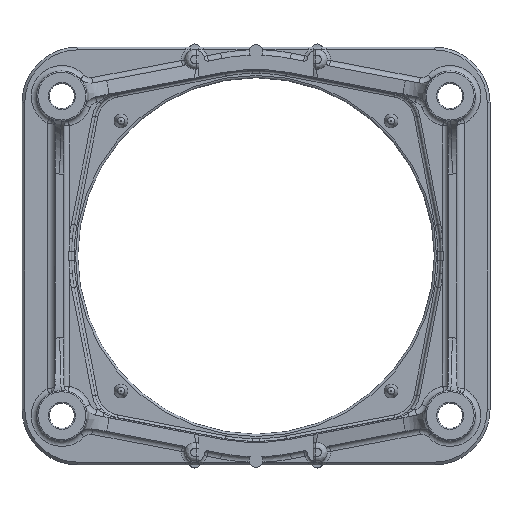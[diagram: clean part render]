
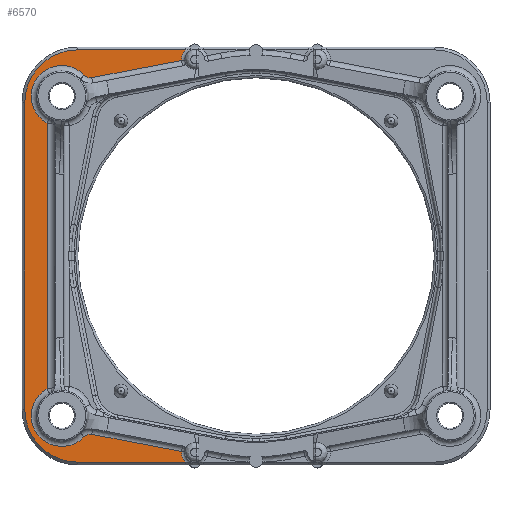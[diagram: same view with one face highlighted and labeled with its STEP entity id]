
A CAD part, top view. The second image highlights one B-rep face of the part: STEP entity #6570.
In plain terms, the highlighted planar face has unit normal (0, 0, 1).
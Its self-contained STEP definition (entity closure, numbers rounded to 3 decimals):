
#86=PLANE('',#7148);
#409=LINE('',#11672,#744);
#412=LINE('',#11680,#747);
#416=LINE('',#11690,#751);
#434=LINE('',#12033,#769);
#435=LINE('',#12039,#770);
#436=LINE('',#12045,#771);
#744=VECTOR('',#8311,10.);
#747=VECTOR('',#8320,10.);
#751=VECTOR('',#8332,10.);
#769=VECTOR('',#8372,10.);
#770=VECTOR('',#8377,10.);
#771=VECTOR('',#8382,10.);
#1211=FACE_OUTER_BOUND('',#1650,.T.);
#1650=EDGE_LOOP('',(#4978,#4979,#4980,#4981,#4982,#4983,#4984,#4985,#4986,
#4987,#4988,#4989,#4990,#4991));
#2351=CIRCLE('',#7133,19.);
#2353=CIRCLE('',#7137,19.);
#2356=CIRCLE('',#7149,4.7);
#2357=CIRCLE('',#7150,3.);
#2358=CIRCLE('',#7151,11.);
#2359=CIRCLE('',#7152,11.);
#2360=CIRCLE('',#7153,3.);
#2361=CIRCLE('',#7154,4.7);
#2906=VERTEX_POINT('',#11669);
#2907=VERTEX_POINT('',#11671);
#2908=VERTEX_POINT('',#11675);
#2909=VERTEX_POINT('',#11679);
#2910=VERTEX_POINT('',#11683);
#2911=VERTEX_POINT('',#11688);
#2924=VERTEX_POINT('',#12030);
#2925=VERTEX_POINT('',#12032);
#2926=VERTEX_POINT('',#12034);
#2927=VERTEX_POINT('',#12036);
#2928=VERTEX_POINT('',#12038);
#2929=VERTEX_POINT('',#12040);
#2930=VERTEX_POINT('',#12042);
#2931=VERTEX_POINT('',#12044);
#3646=EDGE_CURVE('',#2906,#2907,#409,.T.);
#3649=EDGE_CURVE('',#2907,#2908,#2351,.T.);
#3650=EDGE_CURVE('',#2908,#2909,#412,.T.);
#3654=EDGE_CURVE('',#2909,#2910,#2353,.T.);
#3656=EDGE_CURVE('',#2910,#2911,#416,.T.);
#3686=EDGE_CURVE('',#2924,#2906,#2356,.T.);
#3687=EDGE_CURVE('',#2925,#2924,#434,.T.);
#3688=EDGE_CURVE('',#2926,#2925,#2357,.T.);
#3689=EDGE_CURVE('',#2927,#2926,#2358,.T.);
#3690=EDGE_CURVE('',#2928,#2927,#435,.T.);
#3691=EDGE_CURVE('',#2929,#2928,#2359,.T.);
#3692=EDGE_CURVE('',#2930,#2929,#2360,.T.);
#3693=EDGE_CURVE('',#2931,#2930,#436,.T.);
#3694=EDGE_CURVE('',#2911,#2931,#2361,.T.);
#4978=ORIENTED_EDGE('',*,*,#3656,.F.);
#4979=ORIENTED_EDGE('',*,*,#3654,.F.);
#4980=ORIENTED_EDGE('',*,*,#3650,.F.);
#4981=ORIENTED_EDGE('',*,*,#3649,.F.);
#4982=ORIENTED_EDGE('',*,*,#3646,.F.);
#4983=ORIENTED_EDGE('',*,*,#3686,.F.);
#4984=ORIENTED_EDGE('',*,*,#3687,.F.);
#4985=ORIENTED_EDGE('',*,*,#3688,.F.);
#4986=ORIENTED_EDGE('',*,*,#3689,.F.);
#4987=ORIENTED_EDGE('',*,*,#3690,.F.);
#4988=ORIENTED_EDGE('',*,*,#3691,.F.);
#4989=ORIENTED_EDGE('',*,*,#3692,.F.);
#4990=ORIENTED_EDGE('',*,*,#3693,.F.);
#4991=ORIENTED_EDGE('',*,*,#3694,.F.);
#6570=ADVANCED_FACE('',(#1211),#86,.T.);
#7133=AXIS2_PLACEMENT_3D('',#11677,#8316,#8317);
#7137=AXIS2_PLACEMENT_3D('',#11686,#8327,#8328);
#7148=AXIS2_PLACEMENT_3D('',#12029,#8368,#8369);
#7149=AXIS2_PLACEMENT_3D('',#12031,#8370,#8371);
#7150=AXIS2_PLACEMENT_3D('',#12035,#8373,#8374);
#7151=AXIS2_PLACEMENT_3D('',#12037,#8375,#8376);
#7152=AXIS2_PLACEMENT_3D('',#12041,#8378,#8379);
#7153=AXIS2_PLACEMENT_3D('',#12043,#8380,#8381);
#7154=AXIS2_PLACEMENT_3D('',#12046,#8383,#8384);
#8311=DIRECTION('',(-1.,0.,0.));
#8316=DIRECTION('center_axis',(0.,0.,-1.));
#8317=DIRECTION('ref_axis',(-0.707,-0.707,0.));
#8320=DIRECTION('',(0.,1.,0.));
#8327=DIRECTION('center_axis',(0.,0.,-1.));
#8328=DIRECTION('ref_axis',(-0.707,0.707,0.));
#8332=DIRECTION('',(1.,0.,0.));
#8368=DIRECTION('center_axis',(0.,0.,1.));
#8369=DIRECTION('ref_axis',(0.,1.,0.));
#8370=DIRECTION('center_axis',(0.,0.,1.));
#8371=DIRECTION('ref_axis',(-0.187,-0.982,0.));
#8372=DIRECTION('',(0.982,-0.187,0.));
#8373=DIRECTION('center_axis',(0.,0.,-1.));
#8374=DIRECTION('ref_axis',(-0.308,0.951,0.));
#8375=DIRECTION('center_axis',(0.,0.,1.));
#8376=DIRECTION('ref_axis',(-0.859,-0.512,0.));
#8377=DIRECTION('',(0.,-1.,0.));
#8378=DIRECTION('center_axis',(0.,0.,1.));
#8379=DIRECTION('ref_axis',(-0.859,0.512,0.));
#8380=DIRECTION('center_axis',(0.,0.,-1.));
#8381=DIRECTION('ref_axis',(-0.308,-0.951,0.));
#8382=DIRECTION('',(-0.982,-0.187,0.));
#8383=DIRECTION('center_axis',(0.,0.,1.));
#8384=DIRECTION('ref_axis',(-0.187,0.982,0.));
#11669=CARTESIAN_POINT('',(74.863,1.,12.));
#11671=CARTESIAN_POINT('',(36.,1.,12.));
#11672=CARTESIAN_POINT('',(100.,1.,12.));
#11675=CARTESIAN_POINT('',(17.,20.,12.));
#11677=CARTESIAN_POINT('Origin',(36.,20.,12.));
#11679=CARTESIAN_POINT('',(17.,130.,12.));
#11680=CARTESIAN_POINT('',(17.,76.25,12.));
#11683=CARTESIAN_POINT('',(36.,149.,12.));
#11686=CARTESIAN_POINT('Origin',(36.,130.,12.));
#11688=CARTESIAN_POINT('',(74.863,149.,12.));
#11690=CARTESIAN_POINT('',(100.,149.,12.));
#12029=CARTESIAN_POINT('Origin',(100.,75.,12.));
#12030=CARTESIAN_POINT('',(73.311,4.821,12.));
#12031=CARTESIAN_POINT('Origin',(78.,4.5,12.));
#12032=CARTESIAN_POINT('',(41.055,10.974,12.));
#12033=CARTESIAN_POINT('',(101.043,-0.469,12.));
#12034=CARTESIAN_POINT('',(38.309,10.085,12.));
#12035=CARTESIAN_POINT('Origin',(40.493,8.028,12.));
#12036=CARTESIAN_POINT('',(25.,27.266,12.));
#12037=CARTESIAN_POINT('Origin',(30.304,17.63,12.));
#12038=CARTESIAN_POINT('',(25.,122.734,12.));
#12039=CARTESIAN_POINT('',(25.,75.,12.));
#12040=CARTESIAN_POINT('',(38.309,139.915,12.));
#12041=CARTESIAN_POINT('Origin',(30.304,132.37,12.));
#12042=CARTESIAN_POINT('',(41.055,139.026,12.));
#12043=CARTESIAN_POINT('Origin',(40.493,141.972,12.));
#12044=CARTESIAN_POINT('',(73.311,145.179,12.));
#12045=CARTESIAN_POINT('',(78.824,146.23,12.));
#12046=CARTESIAN_POINT('Origin',(78.,145.5,12.));
